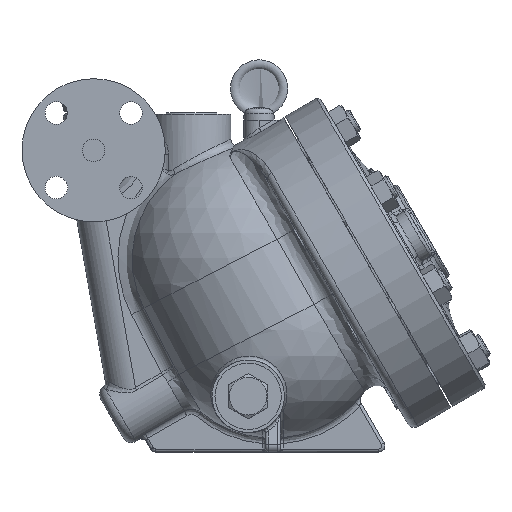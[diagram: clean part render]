
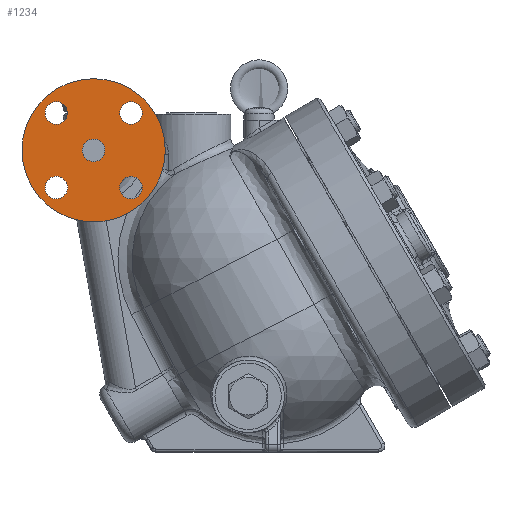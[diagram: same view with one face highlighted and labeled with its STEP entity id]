
A CAD part, front view. The second image highlights one B-rep face of the part: STEP entity #1234.
In plain terms, the highlighted planar face has unit normal (0, -1, 0).
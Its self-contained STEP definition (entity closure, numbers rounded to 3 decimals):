
#628=CARTESIAN_POINT('',(-65.,-175.,47.5));
#629=VERTEX_POINT('',#628);
#630=CARTESIAN_POINT('',(-65.,-175.,0.));
#631=DIRECTION('',(0.0,1.0,0.0));
#632=DIRECTION('',(0.0,0.0,1.0));
#633=AXIS2_PLACEMENT_3D('',#630,#631,#632);
#634=CIRCLE('',#633,47.5);
#635=EDGE_CURVE('',#629,#629,#634,.T.);
#760=CARTESIAN_POINT('',(-89.749,-175.0,-17.249));
#761=VERTEX_POINT('',#760);
#762=CARTESIAN_POINT('',(-89.749,-175.0,-24.749));
#763=DIRECTION('',(0.0,1.0,0.0));
#764=DIRECTION('',(0.0,0.0,1.0));
#765=AXIS2_PLACEMENT_3D('',#762,#763,#764);
#766=CIRCLE('',#765,7.5);
#767=EDGE_CURVE('',#761,#761,#766,.T.);
#801=CARTESIAN_POINT('',(-47.751,-175.0,-24.749));
#802=VERTEX_POINT('',#801);
#803=CARTESIAN_POINT('',(-40.251,-175.0,-24.749));
#804=DIRECTION('',(0.0,1.0,0.0));
#805=DIRECTION('',(-1.0,0.0,0.0));
#806=AXIS2_PLACEMENT_3D('',#803,#804,#805);
#807=CIRCLE('',#806,7.5);
#808=EDGE_CURVE('',#802,#802,#807,.T.);
#842=CARTESIAN_POINT('',(-40.251,-175.0,17.249));
#843=VERTEX_POINT('',#842);
#844=CARTESIAN_POINT('',(-40.251,-175.0,24.749));
#845=DIRECTION('',(0.0,1.0,0.0));
#846=DIRECTION('',(0.0,0.0,-1.0));
#847=AXIS2_PLACEMENT_3D('',#844,#845,#846);
#848=CIRCLE('',#847,7.5);
#849=EDGE_CURVE('',#843,#843,#848,.T.);
#883=CARTESIAN_POINT('',(-82.249,-175.0,24.749));
#884=VERTEX_POINT('',#883);
#885=CARTESIAN_POINT('',(-89.749,-175.0,24.749));
#886=DIRECTION('',(0.0,1.0,0.0));
#887=DIRECTION('',(1.0,0.0,0.0));
#888=AXIS2_PLACEMENT_3D('',#885,#886,#887);
#889=CIRCLE('',#888,7.5);
#890=EDGE_CURVE('',#884,#884,#889,.T.);
#1188=CARTESIAN_POINT('',(-65.,-175.0,7.5));
#1189=VERTEX_POINT('',#1188);
#1190=CARTESIAN_POINT('',(-65.,-175.0,0.));
#1191=DIRECTION('',(0.0,1.0,0.0));
#1192=DIRECTION('',(0.0,0.0,1.0));
#1193=AXIS2_PLACEMENT_3D('',#1190,#1191,#1192);
#1194=CIRCLE('',#1193,7.5);
#1195=EDGE_CURVE('',#1189,#1189,#1194,.T.);
#1211=CARTESIAN_POINT('',(-65.,-175.0,27.5));
#1212=DIRECTION('',(0.0,-1.0,0.0));
#1213=DIRECTION('',(0.0,0.0,-1.0));
#1214=AXIS2_PLACEMENT_3D('',#1211,#1212,#1213);
#1215=PLANE('',#1214);
#1216=ORIENTED_EDGE('',*,*,#635,.F.);
#1217=EDGE_LOOP('',(#1216));
#1218=FACE_OUTER_BOUND('',#1217,.T.);
#1219=ORIENTED_EDGE('',*,*,#767,.T.);
#1220=EDGE_LOOP('',(#1219));
#1221=FACE_BOUND('',#1220,.T.);
#1222=ORIENTED_EDGE('',*,*,#808,.T.);
#1223=EDGE_LOOP('',(#1222));
#1224=FACE_BOUND('',#1223,.T.);
#1225=ORIENTED_EDGE('',*,*,#849,.T.);
#1226=EDGE_LOOP('',(#1225));
#1227=FACE_BOUND('',#1226,.T.);
#1228=ORIENTED_EDGE('',*,*,#890,.T.);
#1229=EDGE_LOOP('',(#1228));
#1230=FACE_BOUND('',#1229,.T.);
#1231=ORIENTED_EDGE('',*,*,#1195,.T.);
#1232=EDGE_LOOP('',(#1231));
#1233=FACE_BOUND('',#1232,.T.);
#1234=ADVANCED_FACE('',(#1218,#1221,#1224,#1227,#1230,#1233),#1215,.T.);
